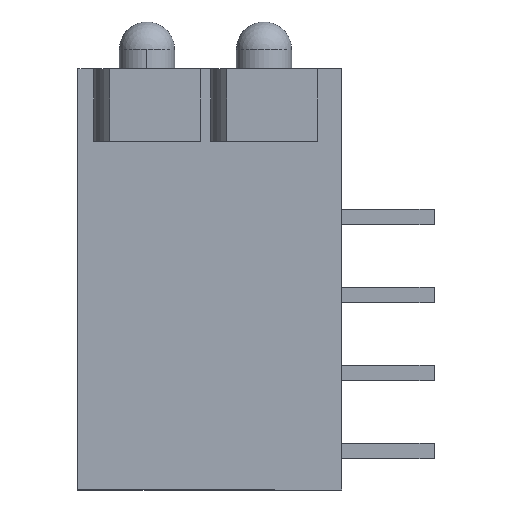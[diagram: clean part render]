
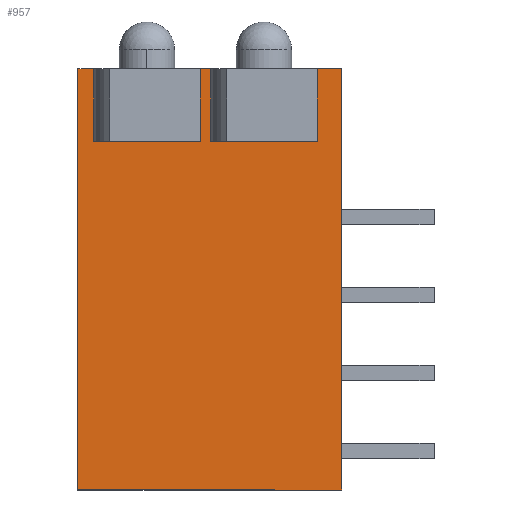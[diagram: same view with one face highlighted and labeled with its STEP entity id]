
A CAD part, left-side view. The second image highlights one B-rep face of the part: STEP entity #957.
In plain terms, the highlighted planar face has unit normal (-1, 0, 0).
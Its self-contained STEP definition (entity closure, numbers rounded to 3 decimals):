
#955 = ORIENTED_EDGE ( 'NONE', *, *, #3198, .T. ) ;
#957 = ADVANCED_FACE ( 'NONE', ( #7577 ), #7627, .F. ) ;
#972 = EDGE_LOOP ( 'NONE', ( #955, #3197, #3263, #5958, #5913, #1383, #1385, #1386, #1387, #1389, #1390, #1367 ) ) ;
#1094 = VERTEX_POINT ( 'NONE', #8006 ) ;
#1100 = EDGE_CURVE ( 'NONE', #1158, #1152, #8001, .T. ) ;
#1126 = EDGE_CURVE ( 'NONE', #1136, #1135, #8060, .T. ) ;
#1135 = VERTEX_POINT ( 'NONE', #8104 ) ;
#1136 = VERTEX_POINT ( 'NONE', #8103 ) ;
#1152 = VERTEX_POINT ( 'NONE', #8212 ) ;
#1158 = VERTEX_POINT ( 'NONE', #8198 ) ;
#1161 = EDGE_CURVE ( 'NONE', #1094, #1158, #8195, .T. ) ;
#1367 = ORIENTED_EDGE ( 'NONE', *, *, #1368, .F. ) ;
#1368 = EDGE_CURVE ( 'NONE', #3199, #1392, #8875, .T. ) ;
#1381 = EDGE_CURVE ( 'NONE', #5916, #1382, #8925, .T. ) ;
#1382 = VERTEX_POINT ( 'NONE', #8921 ) ;
#1383 = ORIENTED_EDGE ( 'NONE', *, *, #1384, .F. ) ;
#1384 = EDGE_CURVE ( 'NONE', #1094, #1382, #8920, .T. ) ;
#1385 = ORIENTED_EDGE ( 'NONE', *, *, #1161, .T. ) ;
#1386 = ORIENTED_EDGE ( 'NONE', *, *, #1100, .T. ) ;
#1387 = ORIENTED_EDGE ( 'NONE', *, *, #1388, .F. ) ;
#1388 = EDGE_CURVE ( 'NONE', #1135, #1152, #8916, .T. ) ;
#1389 = ORIENTED_EDGE ( 'NONE', *, *, #1126, .F. ) ;
#1390 = ORIENTED_EDGE ( 'NONE', *, *, #1391, .F. ) ;
#1391 = EDGE_CURVE ( 'NONE', #1392, #1136, #8911, .T. ) ;
#1392 = VERTEX_POINT ( 'NONE', #8907 ) ;
#3197 = ORIENTED_EDGE ( 'NONE', *, *, #3267, .F. ) ;
#3198 = EDGE_CURVE ( 'NONE', #3199, #3200, #16349, .T. ) ;
#3199 = VERTEX_POINT ( 'NONE', #16345 ) ;
#3200 = VERTEX_POINT ( 'NONE', #16344 ) ;
#3263 = ORIENTED_EDGE ( 'NONE', *, *, #3266, .F. ) ;
#3264 = VERTEX_POINT ( 'NONE', #16630 ) ;
#3265 = VERTEX_POINT ( 'NONE', #16629 ) ;
#3266 = EDGE_CURVE ( 'NONE', #3265, #3264, #16683, .T. ) ;
#3267 = EDGE_CURVE ( 'NONE', #3264, #3200, #16679, .T. ) ;
#5913 = ORIENTED_EDGE ( 'NONE', *, *, #1381, .T. ) ;
#5916 = VERTEX_POINT ( 'NONE', #16859 ) ;
#5918 = EDGE_CURVE ( 'NONE', #5916, #3265, #16925, .T. ) ;
#5958 = ORIENTED_EDGE ( 'NONE', *, *, #5918, .F. ) ;
#7577 = FACE_OUTER_BOUND ( 'NONE', #972, .T. ) ;
#7623 = DIRECTION ( 'NONE',  ( 0., 0., -1. ) ) ;
#7624 = DIRECTION ( 'NONE',  ( 1., 0., 0. ) ) ;
#7625 = CARTESIAN_POINT ( 'NONE',  ( -1.25, 0.117, -12.99 ) ) ;
#7626 = AXIS2_PLACEMENT_3D ( 'NONE', #7625, #7624, #7623 ) ;
#7627 = PLANE ( 'NONE',  #7626 ) ;
#7998 = DIRECTION ( 'NONE',  ( 0., -1., 0. ) ) ;
#7999 = VECTOR ( 'NONE', #7998, 1000. ) ;
#8000 = CARTESIAN_POINT ( 'NONE',  ( -1.25, 0.117, -6.86 ) ) ;
#8001 = LINE ( 'NONE', #8000, #7999 ) ;
#8006 = CARTESIAN_POINT ( 'NONE',  ( -1.25, 4.3, 6.86 ) ) ;
#8057 = DIRECTION ( 'NONE',  ( 0., -1., 0. ) ) ;
#8058 = VECTOR ( 'NONE', #8057, 1000. ) ;
#8059 = CARTESIAN_POINT ( 'NONE',  ( -1.25, 0.117, 6.86 ) ) ;
#8060 = LINE ( 'NONE', #8059, #8058 ) ;
#8103 = CARTESIAN_POINT ( 'NONE',  ( -1.25, -3.5, 6.86 ) ) ;
#8104 = CARTESIAN_POINT ( 'NONE',  ( -1.25, -4.3, 6.86 ) ) ;
#8192 = DIRECTION ( 'NONE',  ( 0., 0., -1. ) ) ;
#8193 = VECTOR ( 'NONE', #8192, 1000. ) ;
#8194 = CARTESIAN_POINT ( 'NONE',  ( -1.25, 4.3, -12.99 ) ) ;
#8195 = LINE ( 'NONE', #8194, #8193 ) ;
#8198 = CARTESIAN_POINT ( 'NONE',  ( -1.25, 4.3, -6.86 ) ) ;
#8212 = CARTESIAN_POINT ( 'NONE',  ( -1.25, -4.3, -6.86 ) ) ;
#8867 = DIRECTION ( 'NONE',  ( 0., -1., 0. ) ) ;
#8868 = VECTOR ( 'NONE', #8867, 1000. ) ;
#8869 = CARTESIAN_POINT ( 'NONE',  ( -1.25, -0.02, 4.49 ) ) ;
#8875 = LINE ( 'NONE', #8869, #8868 ) ;
#8907 = CARTESIAN_POINT ( 'NONE',  ( -1.25, -3.5, 4.49 ) ) ;
#8908 = DIRECTION ( 'NONE',  ( 0., 0., 1. ) ) ;
#8909 = VECTOR ( 'NONE', #8908, 1000. ) ;
#8910 = CARTESIAN_POINT ( 'NONE',  ( -1.25, -3.5, 4.49 ) ) ;
#8911 = LINE ( 'NONE', #8910, #8909 ) ;
#8913 = DIRECTION ( 'NONE',  ( 0., 0., -1. ) ) ;
#8914 = VECTOR ( 'NONE', #8913, 1000. ) ;
#8915 = CARTESIAN_POINT ( 'NONE',  ( -1.25, -4.3, -12.99 ) ) ;
#8916 = LINE ( 'NONE', #8915, #8914 ) ;
#8917 = DIRECTION ( 'NONE',  ( 0., -1., 0. ) ) ;
#8918 = VECTOR ( 'NONE', #8917, 1000. ) ;
#8919 = CARTESIAN_POINT ( 'NONE',  ( -1.25, 0.117, 6.86 ) ) ;
#8920 = LINE ( 'NONE', #8919, #8918 ) ;
#8921 = CARTESIAN_POINT ( 'NONE',  ( -1.25, 3.79, 6.86 ) ) ;
#8922 = DIRECTION ( 'NONE',  ( 0., 0., 1. ) ) ;
#8923 = VECTOR ( 'NONE', #8922, 1000. ) ;
#8924 = CARTESIAN_POINT ( 'NONE',  ( -1.25, 3.79, 4.49 ) ) ;
#8925 = LINE ( 'NONE', #8924, #8923 ) ;
#16344 = CARTESIAN_POINT ( 'NONE',  ( -1.25, -0.02, 6.86 ) ) ;
#16345 = CARTESIAN_POINT ( 'NONE',  ( -1.25, -0.02, 4.49 ) ) ;
#16346 = DIRECTION ( 'NONE',  ( 0., 0., 1. ) ) ;
#16347 = VECTOR ( 'NONE', #16346, 1000. ) ;
#16348 = CARTESIAN_POINT ( 'NONE',  ( -1.25, -0.02, 4.49 ) ) ;
#16349 = LINE ( 'NONE', #16348, #16347 ) ;
#16629 = CARTESIAN_POINT ( 'NONE',  ( -1.25, 0.31, 4.49 ) ) ;
#16630 = CARTESIAN_POINT ( 'NONE',  ( -1.25, 0.31, 6.86 ) ) ;
#16676 = DIRECTION ( 'NONE',  ( 0., -1., 0. ) ) ;
#16677 = VECTOR ( 'NONE', #16676, 1000. ) ;
#16678 = CARTESIAN_POINT ( 'NONE',  ( -1.25, 0.117, 6.86 ) ) ;
#16679 = LINE ( 'NONE', #16678, #16677 ) ;
#16680 = DIRECTION ( 'NONE',  ( 0., 0., 1. ) ) ;
#16681 = VECTOR ( 'NONE', #16680, 1000. ) ;
#16682 = CARTESIAN_POINT ( 'NONE',  ( -1.25, 0.31, 4.49 ) ) ;
#16683 = LINE ( 'NONE', #16682, #16681 ) ;
#16859 = CARTESIAN_POINT ( 'NONE',  ( -1.25, 3.79, 4.49 ) ) ;
#16922 = DIRECTION ( 'NONE',  ( 0., -1., 0. ) ) ;
#16923 = VECTOR ( 'NONE', #16922, 1000. ) ;
#16924 = CARTESIAN_POINT ( 'NONE',  ( -1.25, -7.108, 4.49 ) ) ;
#16925 = LINE ( 'NONE', #16924, #16923 ) ;
